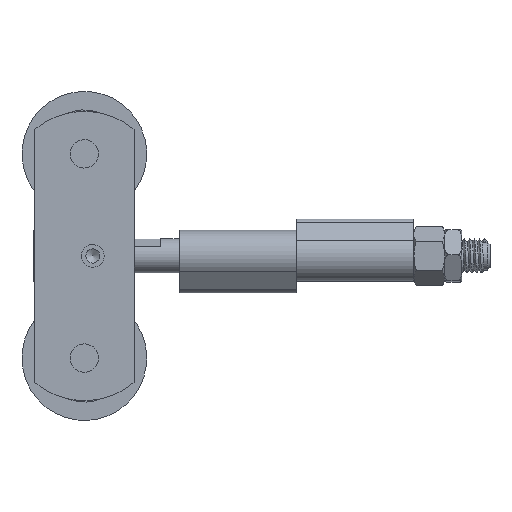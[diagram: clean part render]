
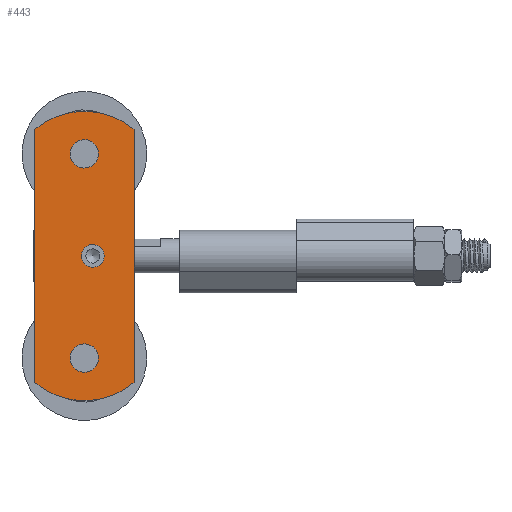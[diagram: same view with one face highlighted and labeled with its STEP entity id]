
A CAD part, left-side view. The second image highlights one B-rep face of the part: STEP entity #443.
In plain terms, the highlighted face is planar.
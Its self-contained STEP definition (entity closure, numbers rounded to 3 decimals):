
#161=CARTESIAN_POINT('',(-22.066,7.928,0.0));
#162=VERTEX_POINT('',#161);
#163=CARTESIAN_POINT('',(-18.116,7.928,0.0));
#164=DIRECTION('',(0.0,0.0,1.0));
#165=DIRECTION('',(1.0,0.0,0.0));
#166=AXIS2_PLACEMENT_3D('',#163,#164,#165);
#167=CIRCLE('',#166,3.95);
#168=EDGE_CURVE('',#162,#162,#167,.T.);
#269=CARTESIAN_POINT('',(13.934,10.928,0.0));
#270=VERTEX_POINT('',#269);
#271=CARTESIAN_POINT('',(17.884,10.928,0.0));
#272=DIRECTION('',(0.0,0.0,1.0));
#273=DIRECTION('',(1.0,0.0,0.0));
#274=AXIS2_PLACEMENT_3D('',#271,#272,#273);
#275=CIRCLE('',#274,3.95);
#276=EDGE_CURVE('',#270,#270,#275,.T.);
#310=CARTESIAN_POINT('',(-58.066,10.928,0.0));
#311=VERTEX_POINT('',#310);
#312=CARTESIAN_POINT('',(-54.116,10.928,0.0));
#313=DIRECTION('',(0.0,0.0,1.0));
#314=DIRECTION('',(1.0,0.0,0.0));
#315=AXIS2_PLACEMENT_3D('',#312,#313,#314);
#316=CIRCLE('',#315,3.95);
#317=EDGE_CURVE('',#311,#311,#316,.T.);
#331=CARTESIAN_POINT('',(26.445,28.428,0.0));
#332=VERTEX_POINT('',#331);
#339=CARTESIAN_POINT('',(-62.676,28.428,0.0));
#340=VERTEX_POINT('',#339);
#341=CARTESIAN_POINT('',(26.445,28.428,0.0));
#342=DIRECTION('',(-1.0,0.0,0.0));
#343=VECTOR('',#342,89.122);
#344=LINE('',#341,#343);
#345=EDGE_CURVE('',#332,#340,#344,.T.);
#362=CARTESIAN_POINT('',(26.445,-6.572,0.0));
#363=VERTEX_POINT('',#362);
#370=CARTESIAN_POINT('',(5.884,10.928,0.0));
#371=DIRECTION('',(0.0,0.0,1.0));
#372=DIRECTION('',(0.762,-0.648,0.0));
#373=AXIS2_PLACEMENT_3D('',#370,#371,#372);
#374=CIRCLE('',#373,27.0);
#375=EDGE_CURVE('',#363,#332,#374,.T.);
#387=CARTESIAN_POINT('',(-62.676,-6.572,0.0));
#388=VERTEX_POINT('',#387);
#395=CARTESIAN_POINT('',(-62.676,-6.572,0.0));
#396=DIRECTION('',(1.0,0.0,0.0));
#397=VECTOR('',#396,89.122);
#398=LINE('',#395,#397);
#399=EDGE_CURVE('',#388,#363,#398,.T.);
#412=CARTESIAN_POINT('',(-42.116,10.928,0.0));
#413=DIRECTION('',(0.0,0.0,1.));
#414=DIRECTION('',(-0.762,0.648,0.0));
#415=AXIS2_PLACEMENT_3D('',#412,#413,#414);
#416=CIRCLE('',#415,27.0);
#417=EDGE_CURVE('',#340,#388,#416,.T.);
#423=CARTESIAN_POINT('',(-18.116,10.928,0.0));
#424=DIRECTION('',(0.0,0.0,1.0));
#425=DIRECTION('',(1.0,0.0,0.0));
#426=AXIS2_PLACEMENT_3D('',#423,#424,#425);
#427=PLANE('',#426);
#428=ORIENTED_EDGE('',*,*,#417,.F.);
#429=ORIENTED_EDGE('',*,*,#345,.F.);
#430=ORIENTED_EDGE('',*,*,#375,.F.);
#431=ORIENTED_EDGE('',*,*,#399,.F.);
#432=EDGE_LOOP('',(#428,#429,#430,#431));
#433=FACE_OUTER_BOUND('',#432,.T.);
#434=ORIENTED_EDGE('',*,*,#276,.T.);
#435=EDGE_LOOP('',(#434));
#436=FACE_BOUND('',#435,.T.);
#437=ORIENTED_EDGE('',*,*,#317,.T.);
#438=EDGE_LOOP('',(#437));
#439=FACE_BOUND('',#438,.T.);
#440=ORIENTED_EDGE('',*,*,#168,.T.);
#441=EDGE_LOOP('',(#440));
#442=FACE_BOUND('',#441,.T.);
#443=ADVANCED_FACE('',(#433,#436,#439,#442),#427,.F.);
